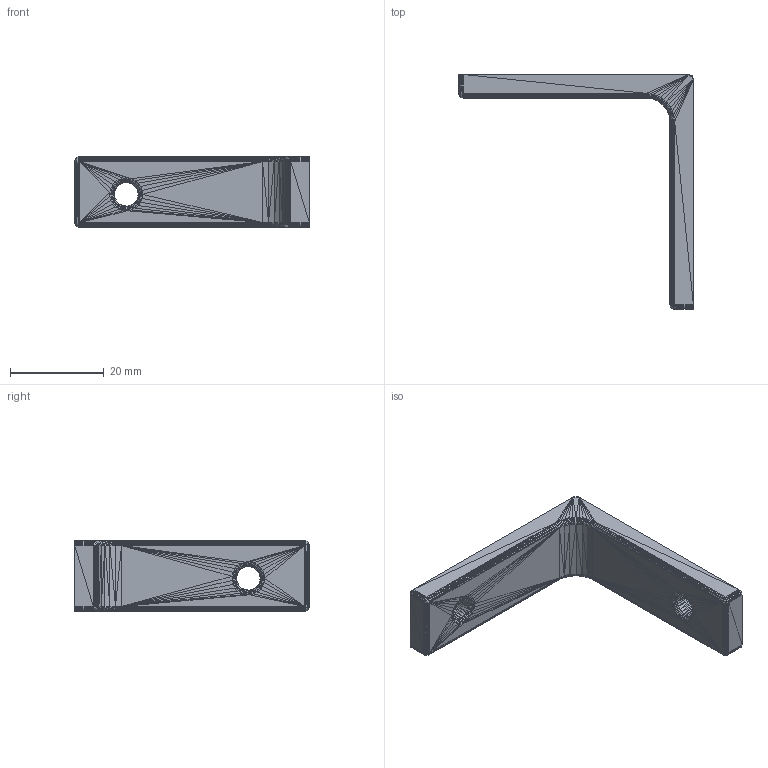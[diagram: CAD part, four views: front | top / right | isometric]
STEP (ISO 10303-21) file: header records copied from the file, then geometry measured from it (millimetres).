
FILE_DESCRIPTION(('FreeCAD Model'),'2;1');
FILE_NAME('L_Bracket.step','2018-06-15T16:31:27',('Author'),('' ),'Open CASCADE STEP processor 7.2','FreeCAD','Unknown');
FILE_SCHEMA(('AUTOMOTIVE_DESIGN { 1 0 10303 214 1 1 1 1 }'));
Products named in the file (1): L_Bracket001
Bounding box: 50 x 50 x 15 mm (x, y, z)
Surface area: 3888.5 mm2 (no closed solid volume)
Topology: 0 solids, 1 shells, 1416 faces, 2124 edges, 706 vertices
Faces by surface type: plane 1416
Entity records: 53125 total; most frequent: CARTESIAN_POINT 10619, DIRECTION 7082, ORIENTED_EDGE 4248, LINE 4248, VECTOR 4248, PCURVE 4248, DEFINITIONAL_REPRESENTATION 4248, EDGE_CURVE 2124
